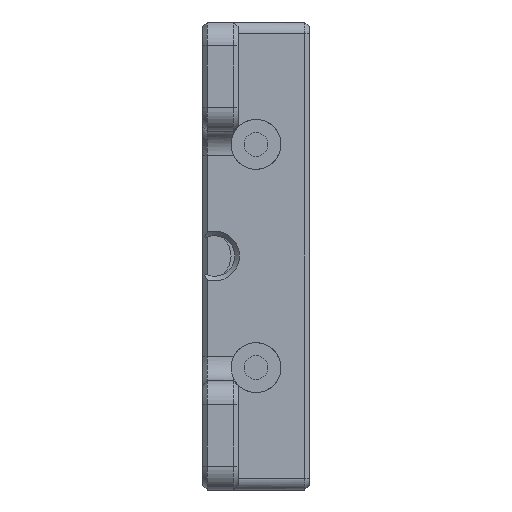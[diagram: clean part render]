
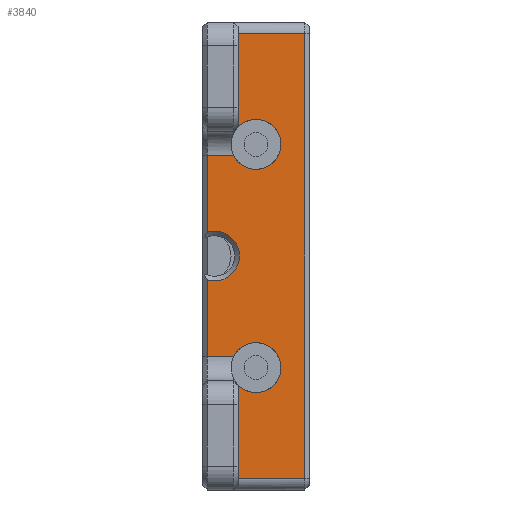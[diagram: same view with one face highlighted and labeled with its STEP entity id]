
A CAD part, front view. The second image highlights one B-rep face of the part: STEP entity #3840.
In plain terms, the highlighted face is planar.
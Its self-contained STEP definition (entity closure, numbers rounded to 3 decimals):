
#217=LINE('',#5508,#573);
#221=LINE('',#5516,#577);
#222=LINE('',#5518,#578);
#223=LINE('',#5520,#579);
#224=LINE('',#5524,#580);
#225=LINE('',#5526,#581);
#226=LINE('',#5528,#582);
#227=LINE('',#5530,#583);
#228=LINE('',#5532,#584);
#229=LINE('',#5536,#585);
#230=LINE('',#5537,#586);
#573=VECTOR('',#4449,10.);
#577=VECTOR('',#4455,10.);
#578=VECTOR('',#4456,1000.);
#579=VECTOR('',#4457,10.);
#580=VECTOR('',#4460,1000.);
#581=VECTOR('',#4461,1000.);
#582=VECTOR('',#4462,10.);
#583=VECTOR('',#4463,1000.);
#584=VECTOR('',#4464,1000.);
#585=VECTOR('',#4467,10.);
#586=VECTOR('',#4468,1000.);
#930=PLANE('',#4098);
#1037=FACE_OUTER_BOUND('',#1276,.T.);
#1276=EDGE_LOOP('',(#2620,#2621,#2622,#2623,#2624,#2625,#2626,#2627,#2628,
#2629,#2630,#2631,#2632,#2633));
#1521=CIRCLE('',#4095,2.1);
#1523=CIRCLE('',#4099,2.1);
#1524=CIRCLE('',#4100,2.1);
#1663=VERTEX_POINT('',#5487);
#1664=VERTEX_POINT('',#5491);
#1668=VERTEX_POINT('',#5507);
#1671=VERTEX_POINT('',#5515);
#1672=VERTEX_POINT('',#5517);
#1673=VERTEX_POINT('',#5519);
#1674=VERTEX_POINT('',#5521);
#1675=VERTEX_POINT('',#5523);
#1676=VERTEX_POINT('',#5525);
#1677=VERTEX_POINT('',#5527);
#1678=VERTEX_POINT('',#5529);
#1679=VERTEX_POINT('',#5531);
#1680=VERTEX_POINT('',#5533);
#1681=VERTEX_POINT('',#5535);
#2017=EDGE_CURVE('',#1663,#1664,#1521,.T.);
#2022=EDGE_CURVE('',#1664,#1668,#217,.T.);
#2026=EDGE_CURVE('',#1671,#1663,#221,.T.);
#2027=EDGE_CURVE('',#1671,#1672,#222,.T.);
#2028=EDGE_CURVE('',#1672,#1673,#223,.T.);
#2029=EDGE_CURVE('',#1673,#1674,#1523,.T.);
#2030=EDGE_CURVE('',#1675,#1674,#224,.T.);
#2031=EDGE_CURVE('',#1675,#1676,#225,.T.);
#2032=EDGE_CURVE('',#1677,#1676,#226,.T.);
#2033=EDGE_CURVE('',#1678,#1677,#227,.T.);
#2034=EDGE_CURVE('',#1678,#1679,#228,.T.);
#2035=EDGE_CURVE('',#1680,#1679,#1524,.T.);
#2036=EDGE_CURVE('',#1681,#1680,#229,.T.);
#2037=EDGE_CURVE('',#1668,#1681,#230,.T.);
#2620=ORIENTED_EDGE('',*,*,#2017,.F.);
#2621=ORIENTED_EDGE('',*,*,#2026,.F.);
#2622=ORIENTED_EDGE('',*,*,#2027,.T.);
#2623=ORIENTED_EDGE('',*,*,#2028,.T.);
#2624=ORIENTED_EDGE('',*,*,#2029,.T.);
#2625=ORIENTED_EDGE('',*,*,#2030,.F.);
#2626=ORIENTED_EDGE('',*,*,#2031,.T.);
#2627=ORIENTED_EDGE('',*,*,#2032,.F.);
#2628=ORIENTED_EDGE('',*,*,#2033,.F.);
#2629=ORIENTED_EDGE('',*,*,#2034,.T.);
#2630=ORIENTED_EDGE('',*,*,#2035,.F.);
#2631=ORIENTED_EDGE('',*,*,#2036,.F.);
#2632=ORIENTED_EDGE('',*,*,#2037,.F.);
#2633=ORIENTED_EDGE('',*,*,#2022,.F.);
#3840=ADVANCED_FACE('',(#1037),#930,.F.);
#4095=AXIS2_PLACEMENT_3D('',#5492,#4443,#4444);
#4098=AXIS2_PLACEMENT_3D('',#5514,#4453,#4454);
#4099=AXIS2_PLACEMENT_3D('',#5522,#4458,#4459);
#4100=AXIS2_PLACEMENT_3D('',#5534,#4465,#4466);
#4443=DIRECTION('center_axis',(-1.,0.,0.));
#4444=DIRECTION('ref_axis',(0.,-1.,0.));
#4449=DIRECTION('',(0.,0.,1.));
#4453=DIRECTION('center_axis',(1.,0.,0.));
#4454=DIRECTION('ref_axis',(0.,1.,0.));
#4455=DIRECTION('',(0.,0.,1.));
#4456=DIRECTION('',(0.,-1.,0.));
#4457=DIRECTION('',(0.,-0.001,-1.));
#4458=DIRECTION('center_axis',(1.,0.,0.));
#4459=DIRECTION('ref_axis',(0.,-1.,0.));
#4460=DIRECTION('',(0.,0.,1.));
#4461=DIRECTION('',(0.,-1.,0.));
#4462=DIRECTION('',(0.,0.,-1.));
#4463=DIRECTION('',(0.,-1.,0.));
#4464=DIRECTION('',(0.,0.,-1.));
#4465=DIRECTION('center_axis',(-1.,0.,0.));
#4466=DIRECTION('ref_axis',(0.,-1.,0.));
#4467=DIRECTION('',(0.,-0.001,1.));
#4468=DIRECTION('',(0.,-1.,0.));
#5487=CARTESIAN_POINT('',(4.,25.1,3.287));
#5491=CARTESIAN_POINT('',(4.,25.1,7.312));
#5492=CARTESIAN_POINT('Origin',(4.,24.5,5.3));
#5507=CARTESIAN_POINT('',(4.,25.1,13.8));
#5508=CARTESIAN_POINT('',(4.,25.1,5.3));
#5514=CARTESIAN_POINT('Origin',(4.,19.,-17.4));
#5515=CARTESIAN_POINT('',(4.,25.1,-3.2));
#5516=CARTESIAN_POINT('',(4.,25.1,5.3));
#5517=CARTESIAN_POINT('',(4.,22.9,-3.2));
#5518=CARTESIAN_POINT('',(4.,23.75,-3.2));
#5519=CARTESIAN_POINT('',(4.,22.9,-3.206));
#5520=CARTESIAN_POINT('',(4.,22.9,-3.2));
#5521=CARTESIAN_POINT('',(4.,22.5,-5.57));
#5522=CARTESIAN_POINT('Origin',(4.,21.,-4.1));
#5523=CARTESIAN_POINT('',(4.,22.5,-13.4));
#5524=CARTESIAN_POINT('',(4.,22.5,-5.485));
#5525=CARTESIAN_POINT('',(4.,16.9,-13.4));
#5526=CARTESIAN_POINT('',(4.,16.25,-13.4));
#5527=CARTESIAN_POINT('',(4.,16.9,24.));
#5528=CARTESIAN_POINT('',(4.,16.9,5.3));
#5529=CARTESIAN_POINT('',(4.,22.5,24.));
#5530=CARTESIAN_POINT('',(4.,16.25,24.));
#5531=CARTESIAN_POINT('',(4.,22.5,16.17));
#5532=CARTESIAN_POINT('',(4.,22.5,16.085));
#5533=CARTESIAN_POINT('',(4.,22.9,13.806));
#5534=CARTESIAN_POINT('Origin',(4.,21.,14.7));
#5535=CARTESIAN_POINT('',(4.,22.9,13.8));
#5536=CARTESIAN_POINT('',(4.,22.9,13.8));
#5537=CARTESIAN_POINT('',(4.,23.75,13.8));
